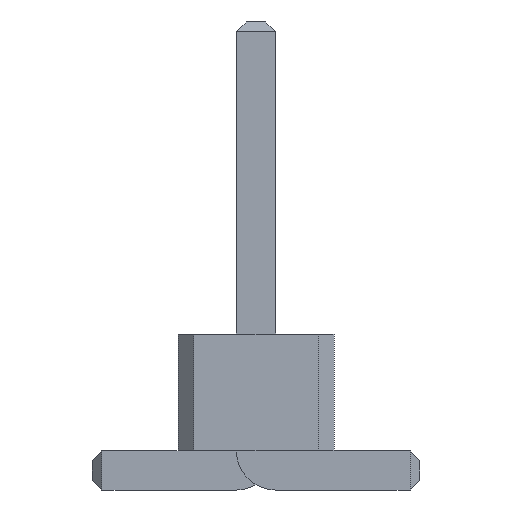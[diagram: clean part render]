
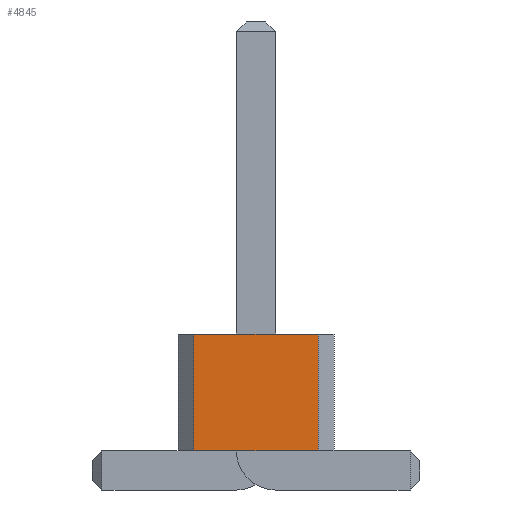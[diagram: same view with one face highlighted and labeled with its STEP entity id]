
A CAD part, front view. The second image highlights one B-rep face of the part: STEP entity #4845.
In plain terms, the highlighted planar face has unit normal (0, -1, 0).
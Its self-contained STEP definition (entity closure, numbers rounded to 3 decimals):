
#958 = VERTEX_POINT('',#959);
#959 = CARTESIAN_POINT('',(0.8,-17.,0.5));
#965 = EDGE_CURVE('',#966,#958,#968,.T.);
#966 = VERTEX_POINT('',#967);
#967 = CARTESIAN_POINT('',(-0.8,-17.,0.5));
#968 = LINE('',#969,#970);
#969 = CARTESIAN_POINT('',(-0.8,-17.,0.5));
#970 = VECTOR('',#971,1.);
#971 = DIRECTION('',(1.,0.,0.));
#2159 = VERTEX_POINT('',#2160);
#2160 = CARTESIAN_POINT('',(0.8,-17.,2.));
#2166 = EDGE_CURVE('',#2167,#2159,#2169,.T.);
#2167 = VERTEX_POINT('',#2168);
#2168 = CARTESIAN_POINT('',(-0.8,-17.,2.));
#2169 = LINE('',#2170,#2171);
#2170 = CARTESIAN_POINT('',(-0.8,-17.,2.));
#2171 = VECTOR('',#2172,1.);
#2172 = DIRECTION('',(1.,0.,0.));
#4834 = EDGE_CURVE('',#966,#2167,#4835,.T.);
#4835 = LINE('',#4836,#4837);
#4836 = CARTESIAN_POINT('',(-0.8,-17.,0.5));
#4837 = VECTOR('',#4838,1.);
#4838 = DIRECTION('',(0.,0.,1.));
#4845 = ADVANCED_FACE('',(#4846),#4857,.F.);
#4846 = FACE_BOUND('',#4847,.F.);
#4847 = EDGE_LOOP('',(#4848,#4849,#4850,#4856));
#4848 = ORIENTED_EDGE('',*,*,#4834,.T.);
#4849 = ORIENTED_EDGE('',*,*,#2166,.T.);
#4850 = ORIENTED_EDGE('',*,*,#4851,.F.);
#4851 = EDGE_CURVE('',#958,#2159,#4852,.T.);
#4852 = LINE('',#4853,#4854);
#4853 = CARTESIAN_POINT('',(0.8,-17.,0.5));
#4854 = VECTOR('',#4855,1.);
#4855 = DIRECTION('',(0.,0.,1.));
#4856 = ORIENTED_EDGE('',*,*,#965,.F.);
#4857 = PLANE('',#4858);
#4858 = AXIS2_PLACEMENT_3D('',#4859,#4860,#4861);
#4859 = CARTESIAN_POINT('',(-0.8,-17.,0.5));
#4860 = DIRECTION('',(0.,1.,0.));
#4861 = DIRECTION('',(1.,0.,0.));
